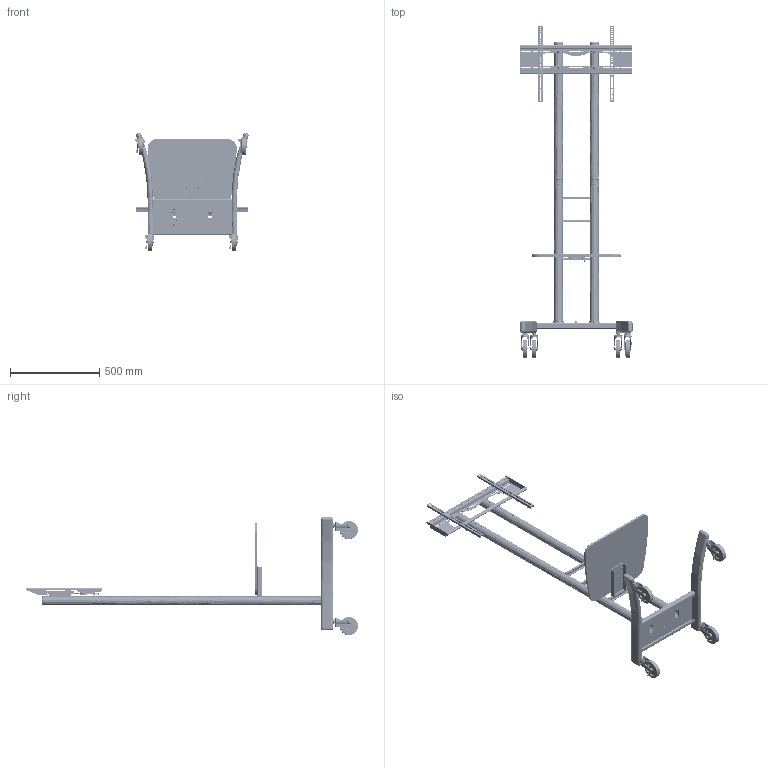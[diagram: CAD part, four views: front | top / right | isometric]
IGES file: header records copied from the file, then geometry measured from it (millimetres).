
Start section: SolidWorks IGES file using analytic representation for surfaces
Global section: file name: AD-TVC - E02 - 20180628.IGS; native system: SolidWorks 2015; preprocessor: SolidWorks 2015; author: SEATON.MCKEON; date: 180628.120336; units: millimetre
Bounding box: 632.5 x 1857 x 662.86 mm (x, y, z)
Surface area: 2983558 mm2 (no closed solid volume)
Topology: 0 solids, 0 shells, 5844 faces, 69230 edges, 69154 vertices
Faces by surface type: revolution 3572, bspline 2272
